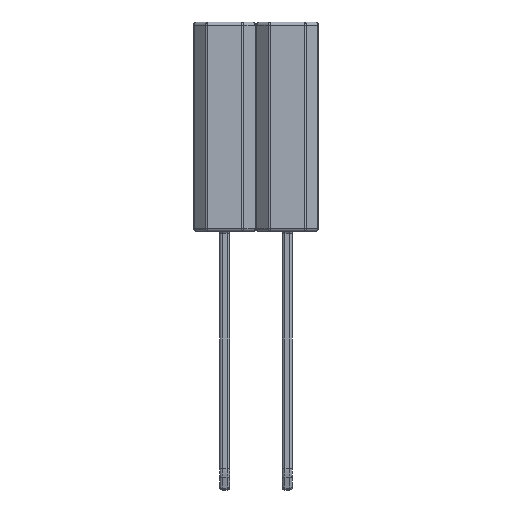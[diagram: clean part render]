
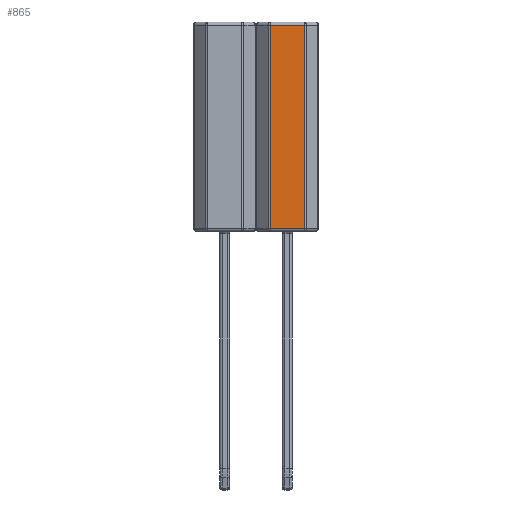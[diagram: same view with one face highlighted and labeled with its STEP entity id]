
A CAD part, left-side view. The second image highlights one B-rep face of the part: STEP entity #865.
In plain terms, the highlighted planar face has unit normal (-1, 0, 0).
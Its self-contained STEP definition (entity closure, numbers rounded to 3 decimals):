
#207 = CYLINDRICAL_SURFACE('',#208,0.125);
#208 = AXIS2_PLACEMENT_3D('',#209,#210,#211);
#209 = CARTESIAN_POINT('',(-1.145,0.692,0.));
#210 = DIRECTION('',(0.,0.,1.));
#211 = DIRECTION('',(-0.707,0.707,0.));
#312 = VERTEX_POINT('',#313);
#313 = CARTESIAN_POINT('',(-1.27,0.692,0.125));
#340 = EDGE_CURVE('',#312,#341,#343,.T.);
#341 = VERTEX_POINT('',#342);
#342 = CARTESIAN_POINT('',(-1.27,0.692,8.375));
#343 = SURFACE_CURVE('',#344,(#348,#355),.PCURVE_S1.);
#344 = LINE('',#345,#346);
#345 = CARTESIAN_POINT('',(-1.27,0.692,0.));
#346 = VECTOR('',#347,1.);
#347 = DIRECTION('',(0.,0.,1.));
#348 = PCURVE('',#207,#349);
#349 = DEFINITIONAL_REPRESENTATION('',(#350),#354);
#350 = LINE('',#351,#352);
#351 = CARTESIAN_POINT('',(0.785,0.));
#352 = VECTOR('',#353,1.);
#353 = DIRECTION('',(0.,1.));
#354 = ( GEOMETRIC_REPRESENTATION_CONTEXT(2) 
PARAMETRIC_REPRESENTATION_CONTEXT() REPRESENTATION_CONTEXT('2D SPACE',''
  ) );
#355 = PCURVE('',#356,#361);
#356 = PLANE('',#357);
#357 = AXIS2_PLACEMENT_3D('',#358,#359,#360);
#358 = CARTESIAN_POINT('',(-1.27,-0.744,0.));
#359 = DIRECTION('',(-1.,0.,0.));
#360 = DIRECTION('',(0.,1.,0.));
#361 = DEFINITIONAL_REPRESENTATION('',(#362),#366);
#362 = LINE('',#363,#364);
#363 = CARTESIAN_POINT('',(1.436,0.));
#364 = VECTOR('',#365,1.);
#365 = DIRECTION('',(0.,-1.));
#366 = ( GEOMETRIC_REPRESENTATION_CONTEXT(2) 
PARAMETRIC_REPRESENTATION_CONTEXT() REPRESENTATION_CONTEXT('2D SPACE',''
  ) );
#570 = CYLINDRICAL_SURFACE('',#571,0.125);
#571 = AXIS2_PLACEMENT_3D('',#572,#573,#574);
#572 = CARTESIAN_POINT('',(-1.145,-0.744,8.375));
#573 = DIRECTION('',(0.,1.,0.));
#574 = DIRECTION('',(-1.,0.,0.));
#852 = CYLINDRICAL_SURFACE('',#853,0.125);
#853 = AXIS2_PLACEMENT_3D('',#854,#855,#856);
#854 = CARTESIAN_POINT('',(-1.145,-0.744,0.125));
#855 = DIRECTION('',(0.,1.,0.));
#856 = DIRECTION('',(-1.,0.,0.));
#865 = ADVANCED_FACE('',(#866),#356,.T.);
#866 = FACE_BOUND('',#867,.T.);
#867 = EDGE_LOOP('',(#868,#891,#892,#915));
#868 = ORIENTED_EDGE('',*,*,#869,.T.);
#869 = EDGE_CURVE('',#870,#341,#872,.T.);
#870 = VERTEX_POINT('',#871);
#871 = CARTESIAN_POINT('',(-1.27,-0.692,8.375));
#872 = SURFACE_CURVE('',#873,(#877,#884),.PCURVE_S1.);
#873 = LINE('',#874,#875);
#874 = CARTESIAN_POINT('',(-1.27,-0.744,8.375));
#875 = VECTOR('',#876,1.);
#876 = DIRECTION('',(0.,1.,0.));
#877 = PCURVE('',#356,#878);
#878 = DEFINITIONAL_REPRESENTATION('',(#879),#883);
#879 = LINE('',#880,#881);
#880 = CARTESIAN_POINT('',(0.,-8.375));
#881 = VECTOR('',#882,1.);
#882 = DIRECTION('',(1.,0.));
#883 = ( GEOMETRIC_REPRESENTATION_CONTEXT(2) 
PARAMETRIC_REPRESENTATION_CONTEXT() REPRESENTATION_CONTEXT('2D SPACE',''
  ) );
#884 = PCURVE('',#570,#885);
#885 = DEFINITIONAL_REPRESENTATION('',(#886),#890);
#886 = LINE('',#887,#888);
#887 = CARTESIAN_POINT('',(0.,0.));
#888 = VECTOR('',#889,1.);
#889 = DIRECTION('',(0.,1.));
#890 = ( GEOMETRIC_REPRESENTATION_CONTEXT(2) 
PARAMETRIC_REPRESENTATION_CONTEXT() REPRESENTATION_CONTEXT('2D SPACE',''
  ) );
#891 = ORIENTED_EDGE('',*,*,#340,.F.);
#892 = ORIENTED_EDGE('',*,*,#893,.F.);
#893 = EDGE_CURVE('',#894,#312,#896,.T.);
#894 = VERTEX_POINT('',#895);
#895 = CARTESIAN_POINT('',(-1.27,-0.692,0.125));
#896 = SURFACE_CURVE('',#897,(#901,#908),.PCURVE_S1.);
#897 = LINE('',#898,#899);
#898 = CARTESIAN_POINT('',(-1.27,-0.744,0.125));
#899 = VECTOR('',#900,1.);
#900 = DIRECTION('',(0.,1.,0.));
#901 = PCURVE('',#356,#902);
#902 = DEFINITIONAL_REPRESENTATION('',(#903),#907);
#903 = LINE('',#904,#905);
#904 = CARTESIAN_POINT('',(0.,-0.125));
#905 = VECTOR('',#906,1.);
#906 = DIRECTION('',(1.,0.));
#907 = ( GEOMETRIC_REPRESENTATION_CONTEXT(2) 
PARAMETRIC_REPRESENTATION_CONTEXT() REPRESENTATION_CONTEXT('2D SPACE',''
  ) );
#908 = PCURVE('',#852,#909);
#909 = DEFINITIONAL_REPRESENTATION('',(#910),#914);
#910 = LINE('',#911,#912);
#911 = CARTESIAN_POINT('',(-0.,0.));
#912 = VECTOR('',#913,1.);
#913 = DIRECTION('',(-0.,1.));
#914 = ( GEOMETRIC_REPRESENTATION_CONTEXT(2) 
PARAMETRIC_REPRESENTATION_CONTEXT() REPRESENTATION_CONTEXT('2D SPACE',''
  ) );
#915 = ORIENTED_EDGE('',*,*,#916,.T.);
#916 = EDGE_CURVE('',#894,#870,#917,.T.);
#917 = SURFACE_CURVE('',#918,(#922,#929),.PCURVE_S1.);
#918 = LINE('',#919,#920);
#919 = CARTESIAN_POINT('',(-1.27,-0.692,0.));
#920 = VECTOR('',#921,1.);
#921 = DIRECTION('',(0.,0.,1.));
#922 = PCURVE('',#356,#923);
#923 = DEFINITIONAL_REPRESENTATION('',(#924),#928);
#924 = LINE('',#925,#926);
#925 = CARTESIAN_POINT('',(0.052,0.));
#926 = VECTOR('',#927,1.);
#927 = DIRECTION('',(0.,-1.));
#928 = ( GEOMETRIC_REPRESENTATION_CONTEXT(2) 
PARAMETRIC_REPRESENTATION_CONTEXT() REPRESENTATION_CONTEXT('2D SPACE',''
  ) );
#929 = PCURVE('',#930,#935);
#930 = CYLINDRICAL_SURFACE('',#931,0.125);
#931 = AXIS2_PLACEMENT_3D('',#932,#933,#934);
#932 = CARTESIAN_POINT('',(-1.145,-0.692,0.));
#933 = DIRECTION('',(0.,0.,1.));
#934 = DIRECTION('',(-1.,0.,0.));
#935 = DEFINITIONAL_REPRESENTATION('',(#936),#940);
#936 = LINE('',#937,#938);
#937 = CARTESIAN_POINT('',(0.,0.));
#938 = VECTOR('',#939,1.);
#939 = DIRECTION('',(0.,1.));
#940 = ( GEOMETRIC_REPRESENTATION_CONTEXT(2) 
PARAMETRIC_REPRESENTATION_CONTEXT() REPRESENTATION_CONTEXT('2D SPACE',''
  ) );
